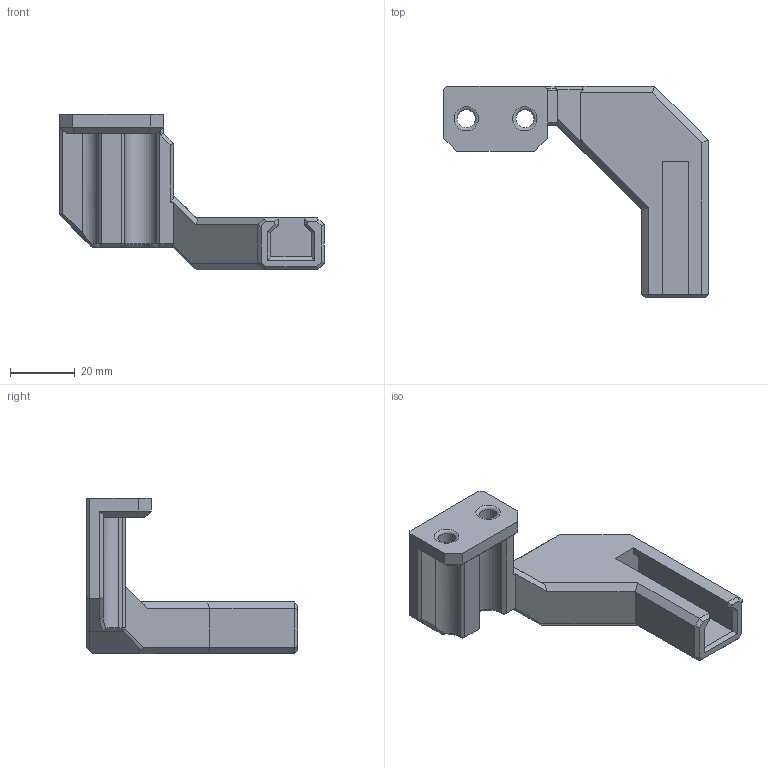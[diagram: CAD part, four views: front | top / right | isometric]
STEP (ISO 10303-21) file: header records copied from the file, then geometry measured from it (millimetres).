
FILE_DESCRIPTION(/* description */ ('STEP AP214'),/* implementation_level */ '2;1');
FILE_NAME(/* name */ '60f71510d31e9a4529a96c30',/* time_stamp */ '2021-07-20T18:25:21+00:00',/* author */ (''),/* organization */ (''),/* preprocessor_version */ 'ST-DEVELOPER v18.1',/* originating_system */ ' ',/* authorisation */ ' ');
FILE_SCHEMA (('AUTOMOTIVE_DESIGN {1 0 10303 214 3 1 1}'));
Length unit declared in the file: metre
Products named in the file (1): X0_Bucket
Bounding box: 81.5 x 65 x 48 mm (x, y, z)
Volume: 36121.5 mm3; surface area: 12550.5 mm2
Topology: 1 solids, 1 shells, 105 faces, 258 edges, 155 vertices
Faces by surface type: plane 94, cylinder 4, torus 4, cone 2, bspline 1
Full cylindrical faces by diameter (mm): 5.5 x2
Entity records: 3005 total; most frequent: CARTESIAN_POINT 545, ORIENTED_EDGE 504, DIRECTION 471, EDGE_CURVE 252, LINE 233, VECTOR 233, VERTEX_POINT 155, AXIS2_PLACEMENT_3D 119
